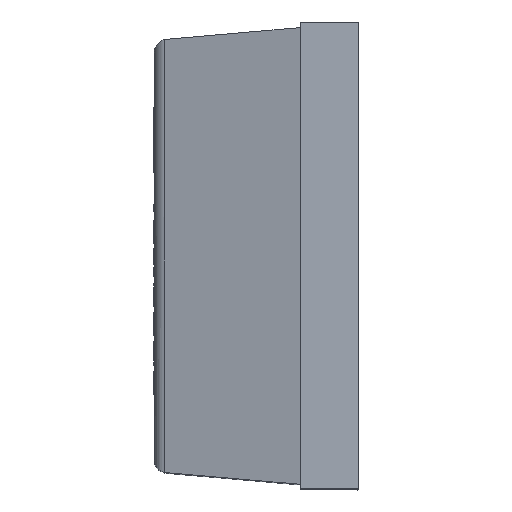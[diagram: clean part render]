
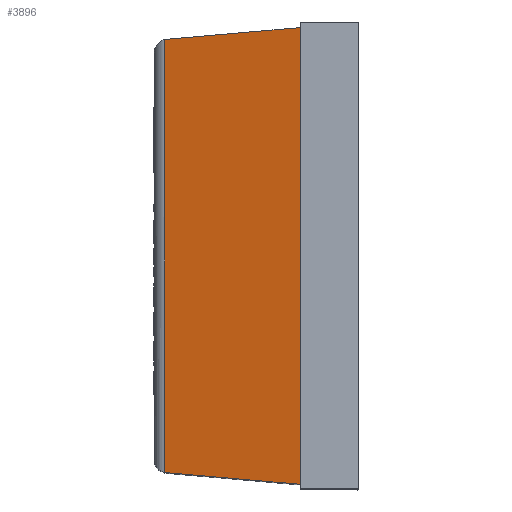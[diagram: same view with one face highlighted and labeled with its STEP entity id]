
A CAD part, top view. The second image highlights one B-rep face of the part: STEP entity #3896.
In plain terms, the highlighted planar face has unit normal (-0.206, 0, 0.979).
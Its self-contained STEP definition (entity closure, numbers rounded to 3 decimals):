
#111=LINE('',#5352,#604);
#119=LINE('',#5382,#612);
#123=LINE('',#5392,#616);
#124=LINE('',#5393,#617);
#604=VECTOR('',#4386,1.);
#612=VECTOR('',#4418,1.);
#616=VECTOR('',#4426,1.);
#617=VECTOR('',#4427,1.);
#1099=ELLIPSE('',#4142,0.307,0.3);
#1104=ELLIPSE('',#4149,0.307,0.3);
#1110=PLANE('',#4152);
#1336=FACE_OUTER_BOUND('',#1565,.T.);
#1565=EDGE_LOOP('',(#2795,#2796,#2797,#2798,#2799,#2800));
#1819=VERTEX_POINT('',#5349);
#1820=VERTEX_POINT('',#5351);
#1824=VERTEX_POINT('',#5363);
#1829=VERTEX_POINT('',#5377);
#1830=VERTEX_POINT('',#5381);
#1834=VERTEX_POINT('',#5391);
#2198=EDGE_CURVE('',#1819,#1820,#111,.T.);
#2204=EDGE_CURVE('',#1820,#1824,#1099,.T.);
#2212=EDGE_CURVE('',#1829,#1819,#1104,.T.);
#2213=EDGE_CURVE('',#1830,#1824,#119,.T.);
#2218=EDGE_CURVE('',#1829,#1834,#123,.T.);
#2219=EDGE_CURVE('',#1834,#1830,#124,.T.);
#2795=ORIENTED_EDGE('',*,*,#2198,.F.);
#2796=ORIENTED_EDGE('',*,*,#2212,.F.);
#2797=ORIENTED_EDGE('',*,*,#2218,.T.);
#2798=ORIENTED_EDGE('',*,*,#2219,.T.);
#2799=ORIENTED_EDGE('',*,*,#2213,.T.);
#2800=ORIENTED_EDGE('',*,*,#2204,.F.);
#3896=ADVANCED_FACE('',(#1336),#1110,.T.);
#4142=AXIS2_PLACEMENT_3D('',#5364,#4397,#4398);
#4149=AXIS2_PLACEMENT_3D('',#5379,#4414,#4415);
#4152=AXIS2_PLACEMENT_3D('',#5390,#4424,#4425);
#4386=DIRECTION('',(0.,1.,0.));
#4397=DIRECTION('center_axis',(0.206,0.,-0.979));
#4398=DIRECTION('ref_axis',(-0.979,0.,-0.206));
#4414=DIRECTION('center_axis',(0.206,0.,-0.979));
#4415=DIRECTION('ref_axis',(-0.979,0.,-0.206));
#4418=DIRECTION('',(-0.975,-0.085,-0.205));
#4424=DIRECTION('center_axis',(-0.206,0.,
0.979));
#4425=DIRECTION('ref_axis',(-0.979,0.,-0.206));
#4426=DIRECTION('',(0.975,-0.085,0.205));
#4427=DIRECTION('',(0.,1.,0.));
#5349=CARTESIAN_POINT('',(-1.182,-4.711,12.22));
#5351=CARTESIAN_POINT('',(-1.182,4.711,12.22));
#5352=CARTESIAN_POINT('',(-1.182,1.27,12.22));
#5363=CARTESIAN_POINT('',(-1.146,4.716,12.228));
#5364=CARTESIAN_POINT('Origin',(-1.12,4.418,12.233));
#5377=CARTESIAN_POINT('',(-1.146,-4.716,12.228));
#5379=CARTESIAN_POINT('Origin',(-1.12,-4.418,12.233));
#5381=CARTESIAN_POINT('',(1.76,4.971,12.84));
#5382=CARTESIAN_POINT('',(-1.525,4.683,12.148));
#5390=CARTESIAN_POINT('Origin',(0.17,2.54,12.505));
#5391=CARTESIAN_POINT('',(1.76,-4.971,12.84));
#5392=CARTESIAN_POINT('',(-0.856,-4.742,12.289));
#5393=CARTESIAN_POINT('',(1.76,2.54,12.84));
